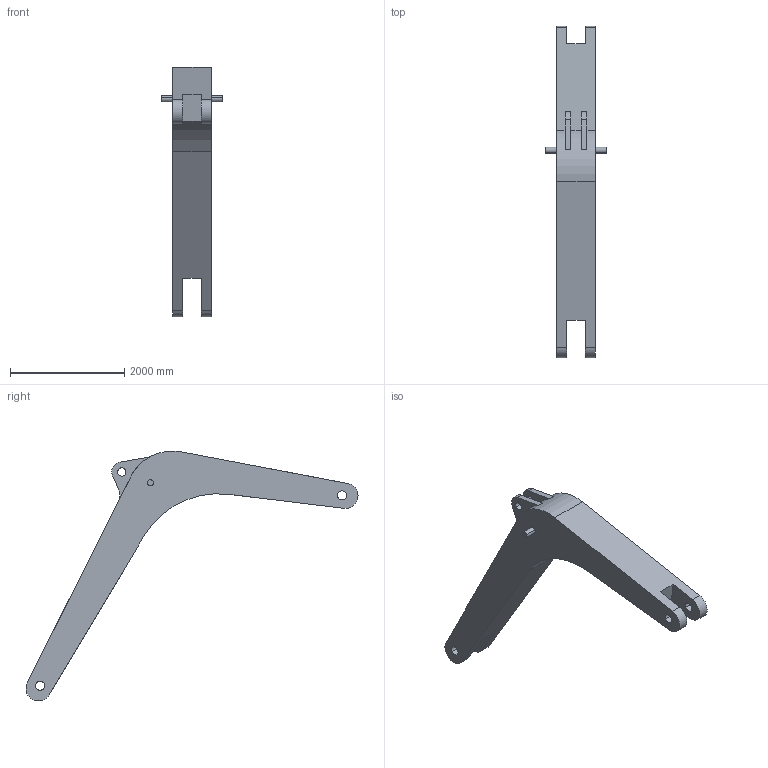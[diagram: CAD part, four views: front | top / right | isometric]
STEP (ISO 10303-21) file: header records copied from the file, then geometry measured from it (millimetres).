
FILE_DESCRIPTION (( 'STEP AP203' ), '1' );
FILE_NAME ('Boom_Primary.STEP', '2022-03-09T01:02:02', ( '' ), ( '' ), 'SwSTEP 2.0', 'SolidWorks 2020', '' );
FILE_SCHEMA (( 'CONFIG_CONTROL_DESIGN' ));
Length unit declared in the file: millimetre
Products named in the file (2): Boom; Boom_Primary
Assembly tree (1 placements, depth 2):
  Boom_Primary
    Boom
Bounding box: 1080 x 5806.43 x 4369.97 mm (x, y, z)
Volume: 3011047607.4 mm3; surface area: 22181986.3 mm2
Topology: 1 solids, 1 shells, 50 faces, 138 edges, 92 vertices
Faces by surface type: cylinder 28, plane 22
Entity records: 1842 total; most frequent: DIRECTION 306, CARTESIAN_POINT 284, ORIENTED_EDGE 276, EDGE_CURVE 138, AXIS2_PLACEMENT_3D 114, VERTEX_POINT 92, VECTOR 78, LINE 78
